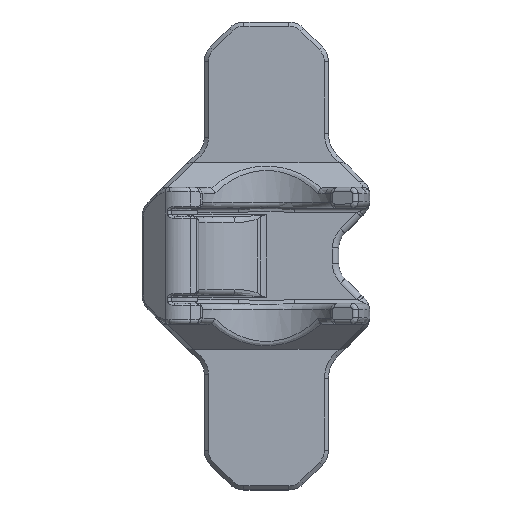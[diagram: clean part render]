
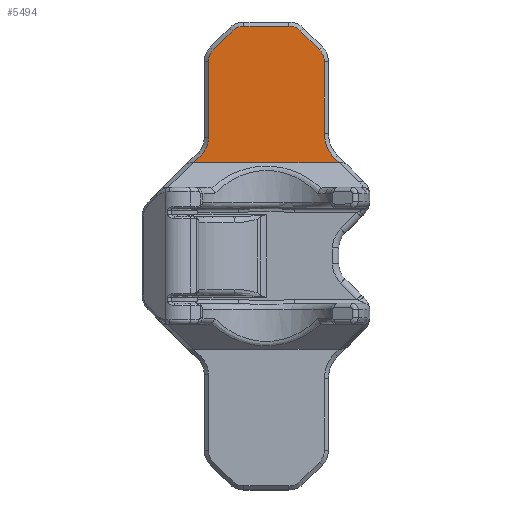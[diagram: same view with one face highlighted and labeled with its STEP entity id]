
A CAD part, top view. The second image highlights one B-rep face of the part: STEP entity #5494.
In plain terms, the highlighted planar face has unit normal (0, 0, 1).
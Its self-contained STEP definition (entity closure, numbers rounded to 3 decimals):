
#126=PLANE('',#6055);
#708=FACE_OUTER_BOUND('',#1026,.T.);
#1026=EDGE_LOOP('',(#4775,#4776,#4777,#4778,#4779,#4780,#4781,#4782,#4783,
#4784,#4785,#4786,#4787,#4788));
#1346=LINE('',#12189,#1698);
#1354=LINE('',#12207,#1706);
#1357=LINE('',#12215,#1709);
#1359=LINE('',#12222,#1711);
#1363=LINE('',#12231,#1715);
#1366=LINE('',#12239,#1718);
#1368=LINE('',#12246,#1720);
#1373=LINE('',#12299,#1725);
#1698=VECTOR('',#7307,10.);
#1706=VECTOR('',#7323,10.);
#1709=VECTOR('',#7332,10.);
#1711=VECTOR('',#7340,10.);
#1715=VECTOR('',#7350,10.);
#1718=VECTOR('',#7359,10.);
#1720=VECTOR('',#7367,10.);
#1725=VECTOR('',#7376,10.);
#2069=CIRCLE('',#6037,12.);
#2070=CIRCLE('',#6040,8.);
#2071=CIRCLE('',#6043,8.);
#2072=CIRCLE('',#6046,8.);
#2073=CIRCLE('',#6049,8.);
#2074=CIRCLE('',#6052,17.);
#2530=VERTEX_POINT('',#12187);
#2531=VERTEX_POINT('',#12188);
#2535=VERTEX_POINT('',#12198);
#2537=VERTEX_POINT('',#12204);
#2538=VERTEX_POINT('',#12209);
#2539=VERTEX_POINT('',#12213);
#2540=VERTEX_POINT('',#12217);
#2541=VERTEX_POINT('',#12221);
#2542=VERTEX_POINT('',#12225);
#2543=VERTEX_POINT('',#12229);
#2544=VERTEX_POINT('',#12233);
#2545=VERTEX_POINT('',#12237);
#2546=VERTEX_POINT('',#12241);
#2547=VERTEX_POINT('',#12245);
#3303=EDGE_CURVE('',#2530,#2531,#1346,.T.);
#3310=EDGE_CURVE('',#2531,#2535,#2069,.T.);
#3313=EDGE_CURVE('',#2535,#2537,#1354,.T.);
#3315=EDGE_CURVE('',#2537,#2538,#2070,.T.);
#3317=EDGE_CURVE('',#2538,#2539,#1357,.T.);
#3319=EDGE_CURVE('',#2539,#2540,#2071,.T.);
#3320=EDGE_CURVE('',#2540,#2541,#1359,.T.);
#3323=EDGE_CURVE('',#2541,#2542,#2072,.T.);
#3325=EDGE_CURVE('',#2542,#2543,#1363,.T.);
#3327=EDGE_CURVE('',#2543,#2544,#2073,.T.);
#3329=EDGE_CURVE('',#2544,#2545,#1366,.T.);
#3331=EDGE_CURVE('',#2545,#2546,#2074,.T.);
#3332=EDGE_CURVE('',#2546,#2547,#1368,.T.);
#3340=EDGE_CURVE('',#2547,#2530,#1373,.T.);
#4775=ORIENTED_EDGE('',*,*,#3332,.F.);
#4776=ORIENTED_EDGE('',*,*,#3331,.F.);
#4777=ORIENTED_EDGE('',*,*,#3329,.F.);
#4778=ORIENTED_EDGE('',*,*,#3327,.F.);
#4779=ORIENTED_EDGE('',*,*,#3325,.F.);
#4780=ORIENTED_EDGE('',*,*,#3323,.F.);
#4781=ORIENTED_EDGE('',*,*,#3320,.F.);
#4782=ORIENTED_EDGE('',*,*,#3319,.F.);
#4783=ORIENTED_EDGE('',*,*,#3317,.F.);
#4784=ORIENTED_EDGE('',*,*,#3315,.F.);
#4785=ORIENTED_EDGE('',*,*,#3313,.F.);
#4786=ORIENTED_EDGE('',*,*,#3310,.F.);
#4787=ORIENTED_EDGE('',*,*,#3303,.F.);
#4788=ORIENTED_EDGE('',*,*,#3340,.F.);
#5494=ADVANCED_FACE('',(#708),#126,.F.);
#6037=AXIS2_PLACEMENT_3D('',#12202,#7317,#7318);
#6040=AXIS2_PLACEMENT_3D('',#12211,#7327,#7328);
#6043=AXIS2_PLACEMENT_3D('',#12219,#7336,#7337);
#6046=AXIS2_PLACEMENT_3D('',#12227,#7345,#7346);
#6049=AXIS2_PLACEMENT_3D('',#12235,#7354,#7355);
#6052=AXIS2_PLACEMENT_3D('',#12243,#7363,#7364);
#6055=AXIS2_PLACEMENT_3D('',#12298,#7374,#7375);
#7307=DIRECTION('',(0.707,0.707,0.));
#7317=DIRECTION('center_axis',(0.,0.,1.));
#7318=DIRECTION('ref_axis',(0.924,-0.383,0.));
#7323=DIRECTION('',(0.,1.,0.));
#7327=DIRECTION('center_axis',(0.,0.,-1.));
#7328=DIRECTION('ref_axis',(-0.924,0.383,0.));
#7332=DIRECTION('',(0.707,0.707,0.));
#7336=DIRECTION('center_axis',(0.,0.,-1.));
#7337=DIRECTION('ref_axis',(-0.383,0.924,0.));
#7340=DIRECTION('',(1.,0.,0.));
#7345=DIRECTION('center_axis',(0.,0.,-1.));
#7346=DIRECTION('ref_axis',(0.383,0.924,0.));
#7350=DIRECTION('',(0.707,-0.707,0.));
#7354=DIRECTION('center_axis',(0.,0.,-1.));
#7355=DIRECTION('ref_axis',(0.924,0.383,0.));
#7359=DIRECTION('',(0.,-1.,0.));
#7363=DIRECTION('center_axis',(0.,0.,1.));
#7364=DIRECTION('ref_axis',(-0.924,-0.383,0.));
#7367=DIRECTION('',(0.707,-0.707,0.));
#7374=DIRECTION('center_axis',(0.,0.,-1.));
#7375=DIRECTION('ref_axis',(-1.,0.,0.));
#7376=DIRECTION('',(-1.,0.,0.));
#12187=CARTESIAN_POINT('',(-35.172,68.,-37.5));
#12188=CARTESIAN_POINT('',(-31.515,71.657,-37.5));
#12189=CARTESIAN_POINT('',(-24.836,78.336,-37.5));
#12198=CARTESIAN_POINT('',(-28.,80.142,-37.5));
#12202=CARTESIAN_POINT('Origin',(-40.,80.142,-37.5));
#12204=CARTESIAN_POINT('',(-28.,116.858,-37.5));
#12207=CARTESIAN_POINT('',(-28.,46.,-37.5));
#12209=CARTESIAN_POINT('',(-25.657,122.515,-37.5));
#12211=CARTESIAN_POINT('Origin',(-20.,116.858,-37.5));
#12213=CARTESIAN_POINT('',(-16.515,131.657,-37.5));
#12215=CARTESIAN_POINT('',(-27.336,120.836,-37.5));
#12217=CARTESIAN_POINT('',(-10.858,134.,-37.5));
#12219=CARTESIAN_POINT('Origin',(-10.858,126.,-37.5));
#12221=CARTESIAN_POINT('',(10.858,134.,-37.5));
#12222=CARTESIAN_POINT('',(17.5,134.,-37.5));
#12225=CARTESIAN_POINT('',(16.515,131.657,-37.5));
#12227=CARTESIAN_POINT('Origin',(10.858,126.,-37.5));
#12229=CARTESIAN_POINT('',(25.657,122.515,-37.5));
#12231=CARTESIAN_POINT('',(44.836,103.336,-37.5));
#12233=CARTESIAN_POINT('',(28.,116.858,-37.5));
#12235=CARTESIAN_POINT('Origin',(20.,116.858,-37.5));
#12237=CARTESIAN_POINT('',(28.,82.213,-37.5));
#12239=CARTESIAN_POINT('',(28.,46.,-37.5));
#12241=CARTESIAN_POINT('',(32.979,70.192,-37.5));
#12243=CARTESIAN_POINT('Origin',(45.,82.213,-37.5));
#12245=CARTESIAN_POINT('',(35.172,68.,-37.5));
#12246=CARTESIAN_POINT('',(42.336,60.836,-37.5));
#12298=CARTESIAN_POINT('Origin',(35.,46.,-37.5));
#12299=CARTESIAN_POINT('',(17.5,68.,-37.5));
